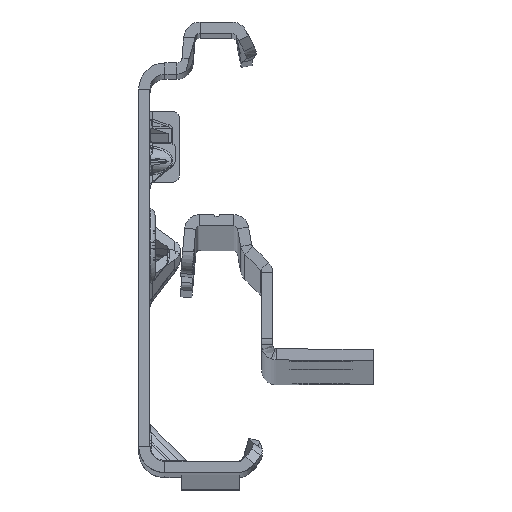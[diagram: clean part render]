
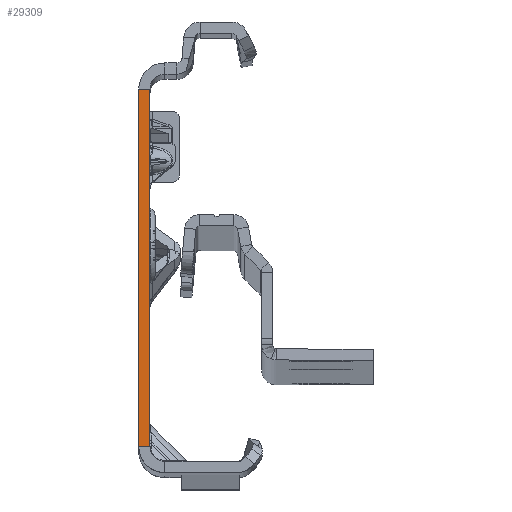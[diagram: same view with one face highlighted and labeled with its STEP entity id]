
A CAD part, top view. The second image highlights one B-rep face of the part: STEP entity #29309.
In plain terms, the highlighted planar face has unit normal (0, 0, 1).
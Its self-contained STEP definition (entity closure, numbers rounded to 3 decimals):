
#805 = EDGE_LOOP ( 'NONE', ( #4707, #28645, #47525, #32657 ) ) ;
#1631 = CARTESIAN_POINT ( 'NONE',  ( -1.5, -25.865, 0. ) ) ;
#4707 = ORIENTED_EDGE ( 'NONE', *, *, #13174, .F. ) ;
#6757 = VECTOR ( 'NONE', #45581, 1000. ) ;
#11585 = VERTEX_POINT ( 'NONE', #1631 ) ;
#12699 = VERTEX_POINT ( 'NONE', #13872 ) ;
#12938 = CARTESIAN_POINT ( 'NONE',  ( 0., 22.135, 0. ) ) ;
#13174 = EDGE_CURVE ( 'NONE', #12699, #51207, #13825, .T. ) ;
#13825 = LINE ( 'NONE', #34475, #52962 ) ;
#13872 = CARTESIAN_POINT ( 'NONE',  ( 0., 22.135, 0. ) ) ;
#14382 = EDGE_CURVE ( 'NONE', #12699, #24581, #41672, .T. ) ;
#15760 = CARTESIAN_POINT ( 'NONE',  ( 0., -25.865, 0. ) ) ;
#17261 = LINE ( 'NONE', #38183, #45648 ) ;
#23550 = AXIS2_PLACEMENT_3D ( 'NONE', #48431, #28114, #27546 ) ;
#24581 = VERTEX_POINT ( 'NONE', #40346 ) ;
#27402 = EDGE_CURVE ( 'NONE', #24581, #11585, #17261, .T. ) ;
#27546 = DIRECTION ( 'NONE',  ( 1., 0., 0. ) ) ;
#28114 = DIRECTION ( 'NONE',  ( 0., 0., 1. ) ) ;
#28645 = ORIENTED_EDGE ( 'NONE', *, *, #14382, .T. ) ;
#28881 = DIRECTION ( 'NONE',  ( -1., 0., 0. ) ) ;
#29309 = ADVANCED_FACE ( 'NONE', ( #32274 ), #31466, .T. ) ;
#31466 = PLANE ( 'NONE',  #23550 ) ;
#32274 = FACE_OUTER_BOUND ( 'NONE', #805, .T. ) ;
#32657 = ORIENTED_EDGE ( 'NONE', *, *, #46088, .F. ) ;
#34303 = DIRECTION ( 'NONE',  ( 0., -1., 0. ) ) ;
#34475 = CARTESIAN_POINT ( 'NONE',  ( 0., -27.865, 0. ) ) ;
#34736 = DIRECTION ( 'NONE',  ( 0., -1., 0. ) ) ;
#37519 = LINE ( 'NONE', #15760, #6757 ) ;
#38183 = CARTESIAN_POINT ( 'NONE',  ( -1.5, -27.865, 0. ) ) ;
#38688 = VECTOR ( 'NONE', #28881, 1000. ) ;
#40263 = CARTESIAN_POINT ( 'NONE',  ( 0., -25.865, 0. ) ) ;
#40346 = CARTESIAN_POINT ( 'NONE',  ( -1.5, 22.135, 0. ) ) ;
#41672 = LINE ( 'NONE', #12938, #38688 ) ;
#45581 = DIRECTION ( 'NONE',  ( -1., 0., 0. ) ) ;
#45648 = VECTOR ( 'NONE', #34303, 1000. ) ;
#46088 = EDGE_CURVE ( 'NONE', #51207, #11585, #37519, .T. ) ;
#47525 = ORIENTED_EDGE ( 'NONE', *, *, #27402, .T. ) ;
#48431 = CARTESIAN_POINT ( 'NONE',  ( -1.5, -27.865, 0. ) ) ;
#51207 = VERTEX_POINT ( 'NONE', #40263 ) ;
#52962 = VECTOR ( 'NONE', #34736, 1000. ) ;
